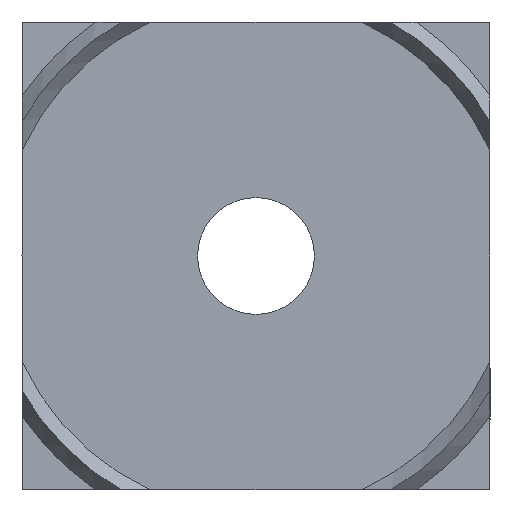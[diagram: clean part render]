
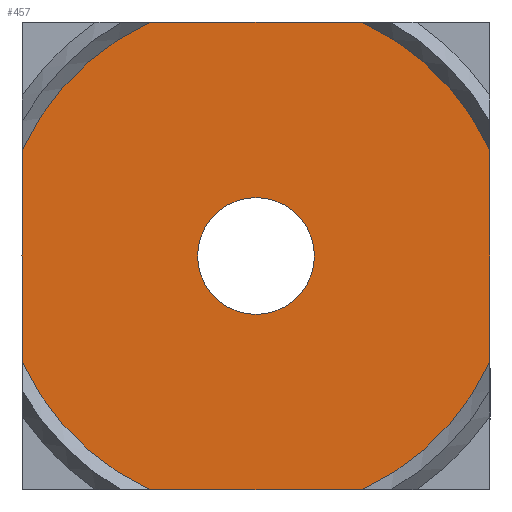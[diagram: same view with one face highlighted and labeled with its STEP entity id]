
A CAD part, left-side view. The second image highlights one B-rep face of the part: STEP entity #457.
In plain terms, the highlighted planar face has unit normal (-1, 0, 0).
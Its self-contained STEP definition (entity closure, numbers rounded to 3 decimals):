
#23=FACE_BOUND('',#65,.T.);
#39=FACE_OUTER_BOUND('',#64,.T.);
#64=EDGE_LOOP('',(#342,#343,#344,#345,#346,#347,#348,#349));
#65=EDGE_LOOP('',(#350));
#91=CIRCLE('',#492,7.125);
#92=CIRCLE('',#493,7.125);
#93=CIRCLE('',#494,7.125);
#94=CIRCLE('',#495,7.125);
#95=CIRCLE('',#496,1.621);
#120=LINE('',#713,#146);
#121=LINE('',#725,#147);
#122=LINE('',#729,#148);
#123=LINE('',#733,#149);
#146=VECTOR('',#566,5.836);
#147=VECTOR('',#571,5.836);
#148=VECTOR('',#574,5.836);
#149=VECTOR('',#577,5.836);
#201=VERTEX_POINT('',#708);
#202=VERTEX_POINT('',#712);
#204=VERTEX_POINT('',#722);
#205=VERTEX_POINT('',#724);
#206=VERTEX_POINT('',#726);
#207=VERTEX_POINT('',#728);
#208=VERTEX_POINT('',#730);
#209=VERTEX_POINT('',#732);
#210=VERTEX_POINT('',#735);
#255=EDGE_CURVE('',#202,#201,#120,.T.);
#258=EDGE_CURVE('',#201,#204,#91,.T.);
#259=EDGE_CURVE('',#204,#205,#121,.T.);
#260=EDGE_CURVE('',#205,#206,#92,.T.);
#261=EDGE_CURVE('',#206,#207,#122,.T.);
#262=EDGE_CURVE('',#207,#208,#93,.T.);
#263=EDGE_CURVE('',#208,#209,#123,.T.);
#264=EDGE_CURVE('',#209,#202,#94,.T.);
#265=EDGE_CURVE('',#210,#210,#95,.T.);
#342=ORIENTED_EDGE('',*,*,#258,.T.);
#343=ORIENTED_EDGE('',*,*,#259,.T.);
#344=ORIENTED_EDGE('',*,*,#260,.T.);
#345=ORIENTED_EDGE('',*,*,#261,.T.);
#346=ORIENTED_EDGE('',*,*,#262,.T.);
#347=ORIENTED_EDGE('',*,*,#263,.T.);
#348=ORIENTED_EDGE('',*,*,#264,.T.);
#349=ORIENTED_EDGE('',*,*,#255,.T.);
#350=ORIENTED_EDGE('',*,*,#265,.T.);
#441=PLANE('',#491);
#457=ADVANCED_FACE('',(#39,#23),#441,.F.);
#491=AXIS2_PLACEMENT_3D('',#721,#567,#568);
#492=AXIS2_PLACEMENT_3D('',#723,#569,#570);
#493=AXIS2_PLACEMENT_3D('',#727,#572,#573);
#494=AXIS2_PLACEMENT_3D('',#731,#575,#576);
#495=AXIS2_PLACEMENT_3D('',#734,#578,#579);
#496=AXIS2_PLACEMENT_3D('',#736,#580,#581);
#566=DIRECTION('',(0.,-1.,0.));
#567=DIRECTION('center_axis',(1.,0.,0.));
#568=DIRECTION('ref_axis',(0.,0.,-1.));
#569=DIRECTION('center_axis',(-1.,0.,0.));
#570=DIRECTION('ref_axis',(0.,1.,0.));
#571=DIRECTION('',(0.,0.,1.));
#572=DIRECTION('center_axis',(-1.,0.,0.));
#573=DIRECTION('ref_axis',(0.,1.,0.));
#574=DIRECTION('',(0.,1.,0.));
#575=DIRECTION('center_axis',(-1.,0.,0.));
#576=DIRECTION('ref_axis',(0.,1.,0.));
#577=DIRECTION('',(0.,0.,-1.));
#578=DIRECTION('center_axis',(-1.,0.,0.));
#579=DIRECTION('ref_axis',(0.,1.,0.));
#580=DIRECTION('center_axis',(1.,0.,0.));
#581=DIRECTION('ref_axis',(0.,0.,-1.));
#708=CARTESIAN_POINT('',(0.,-2.918,-6.5));
#712=CARTESIAN_POINT('',(0.,2.918,-6.5));
#713=CARTESIAN_POINT('',(0.,6.5,-6.5));
#721=CARTESIAN_POINT('Origin',(0.,0.,0.));
#722=CARTESIAN_POINT('',(0.,-6.5,-2.918));
#723=CARTESIAN_POINT('Origin',(0.,0.,0.));
#724=CARTESIAN_POINT('',(0.,-6.5,2.918));
#725=CARTESIAN_POINT('',(0.,-6.5,-6.5));
#726=CARTESIAN_POINT('',(0.,-2.918,6.5));
#727=CARTESIAN_POINT('Origin',(0.,0.,0.));
#728=CARTESIAN_POINT('',(0.,2.918,6.5));
#729=CARTESIAN_POINT('',(0.,-6.5,6.5));
#730=CARTESIAN_POINT('',(0.,6.5,2.918));
#731=CARTESIAN_POINT('Origin',(0.,0.,0.));
#732=CARTESIAN_POINT('',(0.,6.5,-2.918));
#733=CARTESIAN_POINT('',(0.,6.5,6.5));
#734=CARTESIAN_POINT('Origin',(0.,0.,0.));
#735=CARTESIAN_POINT('',(0.,0.,1.621));
#736=CARTESIAN_POINT('Origin',(0.,0.,0.));
